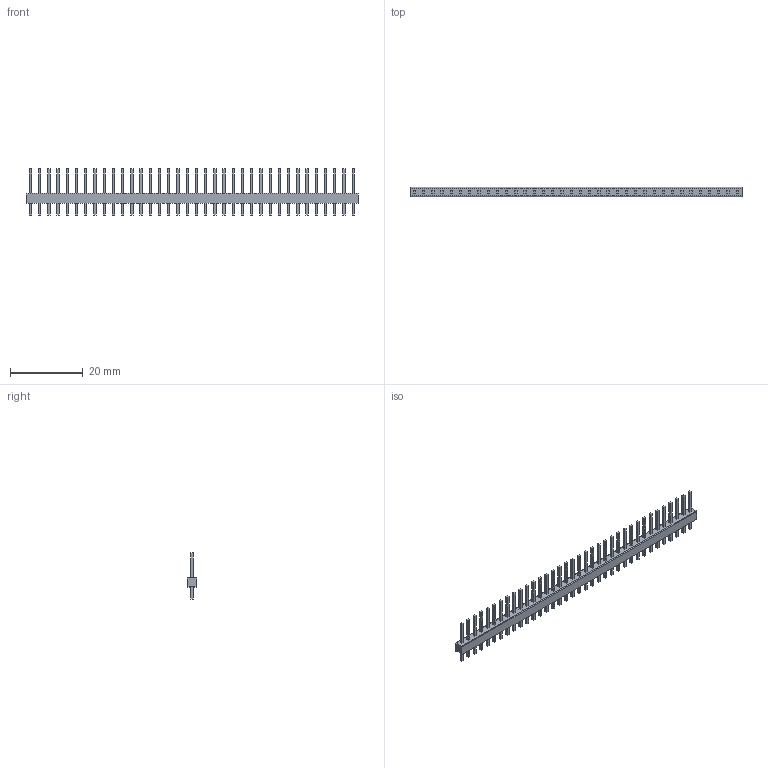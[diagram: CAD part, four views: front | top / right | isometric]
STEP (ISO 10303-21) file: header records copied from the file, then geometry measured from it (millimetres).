
FILE_DESCRIPTION(('STEP AP203'),'1');
FILE_NAME('70468455.stp','2019-04-23T02:00:28',('TraceParts'),('TraceParts S.A.'),'Spatial InterOp 3D',' ',' ');
FILE_SCHEMA(('CONFIG_CONTROL_DESIGN'));
Length unit declared in the file: millimetre
Products named in the file (1): 1
Bounding box: 91.44 x 2.5 x 12.7 mm (x, y, z)
Volume: 743.1 mm3; surface area: 1946.8 mm2
Topology: 1 solids, 1 shells, 372 faces, 894 edges, 596 vertices
Faces by surface type: plane 370, cylinder 2
Entity records: 10626 total; most frequent: CARTESIAN_POINT 1863, ORIENTED_EDGE 1788, DIRECTION 1644, EDGE_CURVE 894, LINE 890, VECTOR 890, VERTEX_POINT 596, EDGE_LOOP 444
